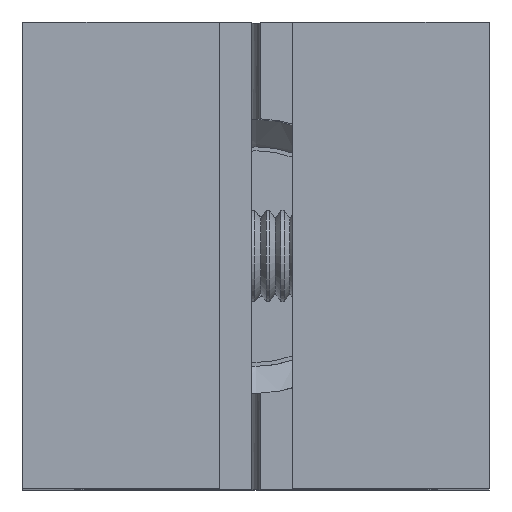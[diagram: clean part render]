
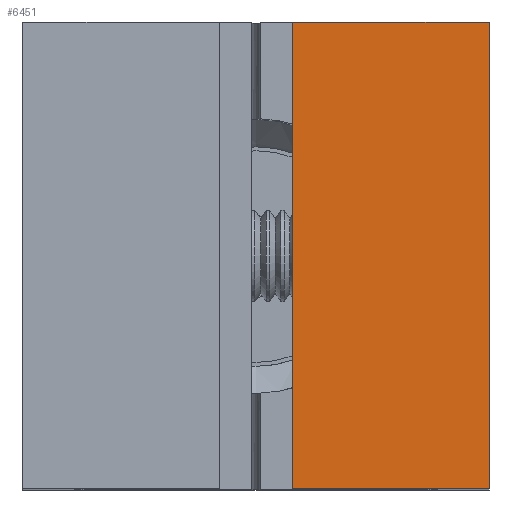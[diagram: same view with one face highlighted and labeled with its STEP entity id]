
A CAD part, top view. The second image highlights one B-rep face of the part: STEP entity #6451.
In plain terms, the highlighted planar face has unit normal (0, 0, 1).
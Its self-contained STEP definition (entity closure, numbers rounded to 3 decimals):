
#1339 = CARTESIAN_POINT ( 'NONE',  ( 12.75, 12.75, 50. ) ) ;
#1807 = VECTOR ( 'NONE', #23220, 1000. ) ;
#1841 = DIRECTION ( 'NONE',  ( 0., 1., 0. ) ) ;
#1915 = VERTEX_POINT ( 'NONE', #22978 ) ;
#2033 = CARTESIAN_POINT ( 'NONE',  ( 2., -12.75, 50. ) ) ;
#2430 = PLANE ( 'NONE',  #10072 ) ;
#3076 = CARTESIAN_POINT ( 'NONE',  ( 12.75, 12.75, 50. ) ) ;
#4405 = LINE ( 'NONE', #2033, #14255 ) ;
#5409 = ORIENTED_EDGE ( 'NONE', *, *, #24287, .F. ) ;
#6451 = ADVANCED_FACE ( 'NONE', ( #17553 ), #2430, .T. ) ;
#8687 = ORIENTED_EDGE ( 'NONE', *, *, #13219, .T. ) ;
#9985 = EDGE_CURVE ( 'NONE', #17018, #1915, #24823, .T. ) ;
#10072 = AXIS2_PLACEMENT_3D ( 'NONE', #11686, #20494, #18439 ) ;
#11686 = CARTESIAN_POINT ( 'NONE',  ( 0., 0., 50. ) ) ;
#11746 = EDGE_CURVE ( 'NONE', #26930, #17018, #17681, .T. ) ;
#12895 = VERTEX_POINT ( 'NONE', #14925 ) ;
#12989 = CARTESIAN_POINT ( 'NONE',  ( -12.75, 12.75, 50. ) ) ;
#13219 = EDGE_CURVE ( 'NONE', #12895, #26930, #28149, .T. ) ;
#14255 = VECTOR ( 'NONE', #1841, 1000. ) ;
#14925 = CARTESIAN_POINT ( 'NONE',  ( 2., -12.75, 50. ) ) ;
#17018 = VERTEX_POINT ( 'NONE', #3076 ) ;
#17055 = CARTESIAN_POINT ( 'NONE',  ( 12.75, -12.75, 50. ) ) ;
#17553 = FACE_OUTER_BOUND ( 'NONE', #22609, .T. ) ;
#17681 = LINE ( 'NONE', #1339, #23241 ) ;
#18439 = DIRECTION ( 'NONE',  ( 1., 0., 0. ) ) ;
#20494 = DIRECTION ( 'NONE',  ( 0., 0., 1. ) ) ;
#21791 = ORIENTED_EDGE ( 'NONE', *, *, #11746, .T. ) ;
#22609 = EDGE_LOOP ( 'NONE', ( #5409, #8687, #21791, #28330 ) ) ;
#22978 = CARTESIAN_POINT ( 'NONE',  ( 2., 12.75, 50. ) ) ;
#23220 = DIRECTION ( 'NONE',  ( 1., 0., 0. ) ) ;
#23241 = VECTOR ( 'NONE', #23642, 1000. ) ;
#23642 = DIRECTION ( 'NONE',  ( 0., 1., 0. ) ) ;
#24287 = EDGE_CURVE ( 'NONE', #12895, #1915, #4405, .T. ) ;
#24823 = LINE ( 'NONE', #12989, #27633 ) ;
#25767 = CARTESIAN_POINT ( 'NONE',  ( -12.75, -12.75, 50. ) ) ;
#26930 = VERTEX_POINT ( 'NONE', #17055 ) ;
#27633 = VECTOR ( 'NONE', #28863, 1000. ) ;
#28149 = LINE ( 'NONE', #25767, #1807 ) ;
#28330 = ORIENTED_EDGE ( 'NONE', *, *, #9985, .T. ) ;
#28863 = DIRECTION ( 'NONE',  ( -1., 0., 0. ) ) ;
